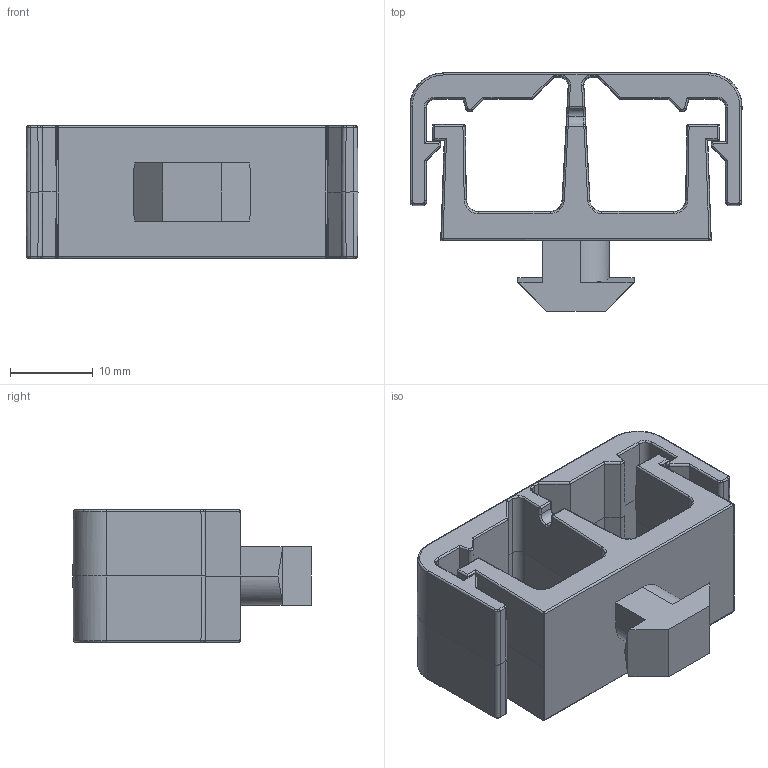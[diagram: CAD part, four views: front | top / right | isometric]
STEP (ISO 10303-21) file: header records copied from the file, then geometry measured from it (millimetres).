
FILE_DESCRIPTION (( 'STEP AP203' ), '1' );
FILE_NAME ('205400101_c_1.STEP', '2023-01-23T03:51:52', ( '' ), ( '' ), 'SwSTEP 2.0', 'SolidWorks 2014', '' );
FILE_SCHEMA (( 'CONFIG_CONTROL_DESIGN' ));
Length unit declared in the file: millimetre
Products named in the file (1): 205400101_c_1
Bounding box: 40 x 28.7 x 16 mm (x, y, z)
Volume: 6486.2 mm3; surface area: 5555.2 mm2
Topology: 1 solids, 1 shells, 354 faces, 831 edges, 480 vertices
Faces by surface type: cylinder 155, plane 112, bspline 83, cone 4
Entity records: 12064 total; most frequent: CARTESIAN_POINT 4783, ORIENTED_EDGE 1662, DIRECTION 1232, EDGE_CURVE 831, VERTEX_POINT 480, LINE 436, VECTOR 436, AXIS2_PLACEMENT_3D 398
